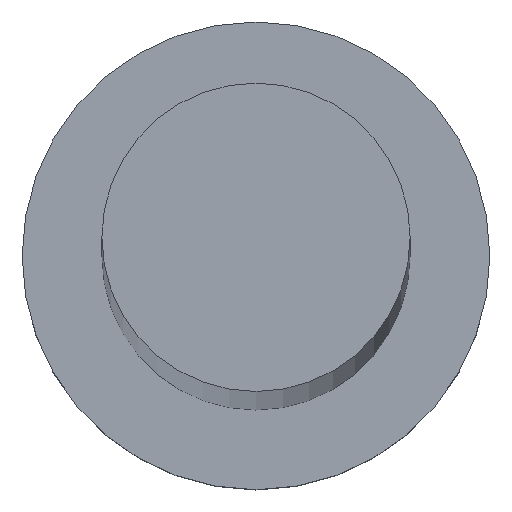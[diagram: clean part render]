
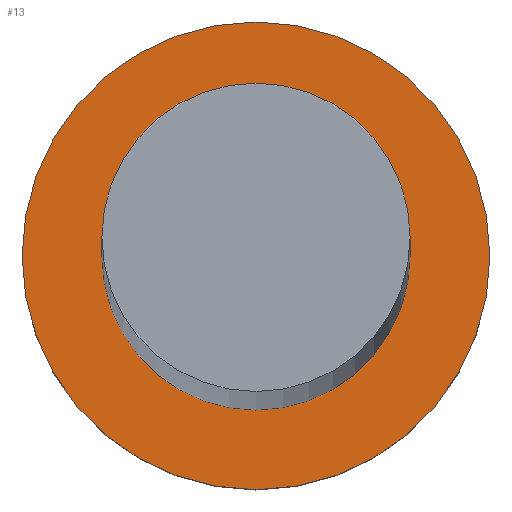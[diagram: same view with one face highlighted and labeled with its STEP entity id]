
A CAD part, top view. The second image highlights one B-rep face of the part: STEP entity #13.
In plain terms, the highlighted planar face has unit normal (0, 0, 1).
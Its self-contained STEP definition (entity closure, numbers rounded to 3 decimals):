
#4 = CIRCLE ( 'NONE', #71, 11. ) ;
#13 = ADVANCED_FACE ( 'NONE', ( #203, #18 ), #174, .T. ) ;
#15 = CARTESIAN_POINT ( 'NONE',  ( 0., 0., 7. ) ) ;
#17 = DIRECTION ( 'NONE',  ( 0., 0., 1. ) ) ;
#18 = FACE_OUTER_BOUND ( 'NONE', #95, .T. ) ;
#30 = EDGE_CURVE ( 'NONE', #220, #100, #157, .T. ) ;
#33 = EDGE_CURVE ( 'NONE', #100, #220, #193, .T. ) ;
#37 = AXIS2_PLACEMENT_3D ( 'NONE', #232, #39, #56 ) ;
#38 = EDGE_CURVE ( 'NONE', #218, #155, #4, .T. ) ;
#39 = DIRECTION ( 'NONE',  ( 0., 0., 1. ) ) ;
#41 = DIRECTION ( 'NONE',  ( 1., 0., 0. ) ) ;
#42 = ORIENTED_EDGE ( 'NONE', *, *, #30, .F. ) ;
#55 = CIRCLE ( 'NONE', #136, 11. ) ;
#56 = DIRECTION ( 'NONE',  ( 1., 0., 0. ) ) ;
#71 = AXIS2_PLACEMENT_3D ( 'NONE', #195, #17, #41 ) ;
#78 = DIRECTION ( 'NONE',  ( 0., 0., 1. ) ) ;
#92 = CARTESIAN_POINT ( 'NONE',  ( 7.25, 0., 7. ) ) ;
#94 = DIRECTION ( 'NONE',  ( 0., 0., 1. ) ) ;
#95 = EDGE_LOOP ( 'NONE', ( #120, #255 ) ) ;
#98 = EDGE_LOOP ( 'NONE', ( #235, #42 ) ) ;
#100 = VERTEX_POINT ( 'NONE', #150 ) ;
#115 = DIRECTION ( 'NONE',  ( 1., 0., 0. ) ) ;
#117 = DIRECTION ( 'NONE',  ( 0., 0., 1. ) ) ;
#120 = ORIENTED_EDGE ( 'NONE', *, *, #215, .T. ) ;
#126 = AXIS2_PLACEMENT_3D ( 'NONE', #191, #94, #115 ) ;
#136 = AXIS2_PLACEMENT_3D ( 'NONE', #15, #117, #196 ) ;
#150 = CARTESIAN_POINT ( 'NONE',  ( -7.25, 0., 7. ) ) ;
#155 = VERTEX_POINT ( 'NONE', #230 ) ;
#157 = CIRCLE ( 'NONE', #37, 7.25 ) ;
#174 = PLANE ( 'NONE',  #239 ) ;
#178 = CARTESIAN_POINT ( 'NONE',  ( 11., 0., 7. ) ) ;
#191 = CARTESIAN_POINT ( 'NONE',  ( 0., 0., 7. ) ) ;
#193 = CIRCLE ( 'NONE', #126, 7.25 ) ;
#195 = CARTESIAN_POINT ( 'NONE',  ( 0., 0., 7. ) ) ;
#196 = DIRECTION ( 'NONE',  ( 1., 0., 0. ) ) ;
#203 = FACE_BOUND ( 'NONE', #98, .T. ) ;
#215 = EDGE_CURVE ( 'NONE', #155, #218, #55, .T. ) ;
#218 = VERTEX_POINT ( 'NONE', #178 ) ;
#220 = VERTEX_POINT ( 'NONE', #92 ) ;
#230 = CARTESIAN_POINT ( 'NONE',  ( -11., 0., 7. ) ) ;
#232 = CARTESIAN_POINT ( 'NONE',  ( 0., 0., 7. ) ) ;
#233 = DIRECTION ( 'NONE',  ( 1., 0., 0. ) ) ;
#235 = ORIENTED_EDGE ( 'NONE', *, *, #33, .F. ) ;
#239 = AXIS2_PLACEMENT_3D ( 'NONE', #253, #78, #233 ) ;
#253 = CARTESIAN_POINT ( 'NONE',  ( 0., 0., 7. ) ) ;
#255 = ORIENTED_EDGE ( 'NONE', *, *, #38, .T. ) ;
